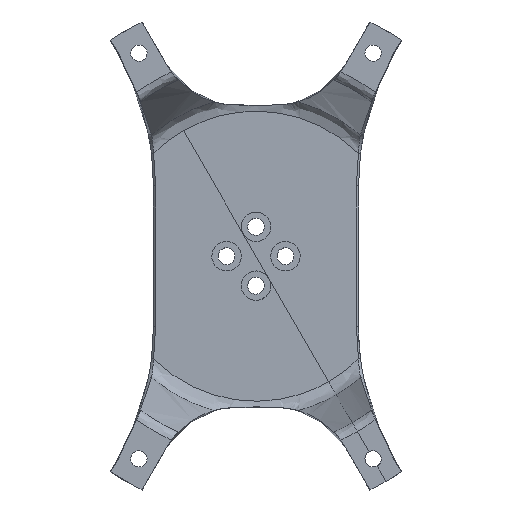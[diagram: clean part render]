
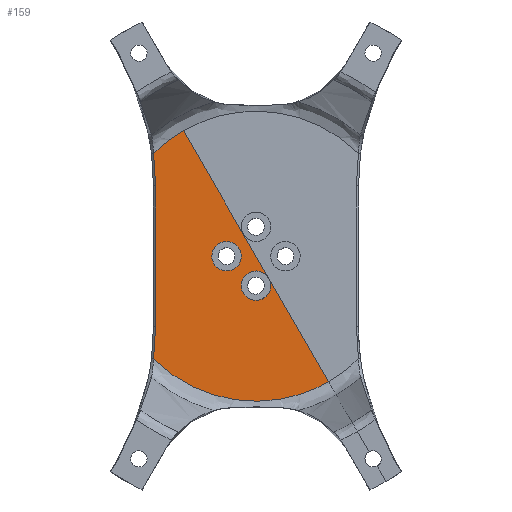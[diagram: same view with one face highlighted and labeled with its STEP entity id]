
A CAD part, top view. The second image highlights one B-rep face of the part: STEP entity #159.
In plain terms, the highlighted planar face has unit normal (0, 0, 1).
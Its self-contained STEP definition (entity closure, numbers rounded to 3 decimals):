
#28=FACE_BOUND('',#458,.T.);
#159=ADVANCED_FACE('',(#301,#28),#2471,.T.);
#301=FACE_OUTER_BOUND('',#457,.T.);
#457=EDGE_LOOP('',(#1164,#1165,#1166,#1167,#1168,#1169,#1170,#1171,#1172,
#1173,#1174,#1175,#1176));
#458=EDGE_LOOP('',(#1177,#1178));
#1164=ORIENTED_EDGE('',*,*,#1585,.T.);
#1165=ORIENTED_EDGE('',*,*,#1579,.T.);
#1166=ORIENTED_EDGE('',*,*,#1417,.F.);
#1167=ORIENTED_EDGE('',*,*,#1314,.F.);
#1168=ORIENTED_EDGE('',*,*,#1362,.T.);
#1169=ORIENTED_EDGE('',*,*,#1243,.T.);
#1170=ORIENTED_EDGE('',*,*,#1507,.T.);
#1171=ORIENTED_EDGE('',*,*,#1503,.T.);
#1172=ORIENTED_EDGE('',*,*,#1603,.T.);
#1173=ORIENTED_EDGE('',*,*,#1506,.T.);
#1174=ORIENTED_EDGE('',*,*,#1584,.F.);
#1175=ORIENTED_EDGE('',*,*,#1587,.T.);
#1176=ORIENTED_EDGE('',*,*,#1583,.F.);
#1177=ORIENTED_EDGE('',*,*,#1517,.T.);
#1178=ORIENTED_EDGE('',*,*,#1615,.T.);
#1243=EDGE_CURVE('',#2138,#2277,#1916,.T.);
#1314=EDGE_CURVE('',#2324,#2325,#1958,.T.);
#1362=EDGE_CURVE('',#2324,#2138,#1636,.T.);
#1417=EDGE_CURVE('',#2325,#2327,#2009,.T.);
#1503=EDGE_CURVE('',#2276,#2360,#1750,.T.);
#1506=EDGE_CURVE('',#2277,#2132,#2073,.T.);
#1507=EDGE_CURVE('',#2277,#2276,#1752,.T.);
#1517=EDGE_CURVE('',#2285,#2368,#1759,.T.);
#1579=EDGE_CURVE('',#2326,#2327,#2124,.T.);
#1583=EDGE_CURVE('',#2348,#2349,#2128,.T.);
#1584=EDGE_CURVE('',#2350,#2132,#2129,.T.);
#1585=EDGE_CURVE('',#2348,#2326,#1660,.T.);
#1587=EDGE_CURVE('',#2350,#2349,#1768,.T.);
#1603=EDGE_CURVE('',#2360,#2277,#1778,.T.);
#1615=EDGE_CURVE('',#2368,#2285,#1786,.T.);
#1636=(
BOUNDED_CURVE()
B_SPLINE_CURVE(2,(#5422,#5423,#5424),.UNSPECIFIED.,.F.,.F.)
B_SPLINE_CURVE_WITH_KNOTS((3,3),(137.22,173.286),
 .UNSPECIFIED.)
CURVE()
GEOMETRIC_REPRESENTATION_ITEM()
RATIONAL_B_SPLINE_CURVE((1.,0.794,1.))
REPRESENTATION_ITEM('')
);
#1660=(
BOUNDED_CURVE()
B_SPLINE_CURVE(2,(#6150,#6151,#6152),.UNSPECIFIED.,.F.,.F.)
B_SPLINE_CURVE_WITH_KNOTS((3,3),(86.604,93.815),
 .UNSPECIFIED.)
CURVE()
GEOMETRIC_REPRESENTATION_ITEM()
RATIONAL_B_SPLINE_CURVE((1.,0.992,1.))
REPRESENTATION_ITEM('')
);
#1750=TRIMMED_CURVE($,#1871,(#5822),(#5823),.T.,.CARTESIAN.);
#1752=TRIMMED_CURVE($,#1873,(#5832),(#5833),.T.,.CARTESIAN.);
#1759=TRIMMED_CURVE($,#1880,(#5859),(#5860),.T.,.CARTESIAN.);
#1768=TRIMMED_CURVE($,#1889,(#6157),(#6158),.T.,.CARTESIAN.);
#1778=TRIMMED_CURVE($,#1899,(#6199),(#6200),.T.,.CARTESIAN.);
#1786=TRIMMED_CURVE($,#1907,(#6231),(#6232),.T.,.CARTESIAN.);
#1871=CIRCLE('',#2760,2.8);
#1873=CIRCLE('',#2762,2.8);
#1880=CIRCLE('',#2769,2.8);
#1889=CIRCLE('',#2778,2.8);
#1899=CIRCLE('',#2788,2.8);
#1907=CIRCLE('',#2796,2.8);
#1916=B_SPLINE_CURVE_WITH_KNOTS('',1,(#4710,#4711),.UNSPECIFIED.,.F.,.F.,
(2,2),(115.306,136.914),.UNSPECIFIED.);
#1958=B_SPLINE_CURVE_WITH_KNOTS('',3,(#4983,#4984,#4985,#4986),
 .UNSPECIFIED.,.F.,.F.,(4,4),(-0.321,5.844),
 .UNSPECIFIED.);
#2009=B_SPLINE_CURVE_WITH_KNOTS('',1,(#5607,#5608),.UNSPECIFIED.,.F.,.F.,
(2,2),(0.,26.755),.UNSPECIFIED.);
#2073=B_SPLINE_CURVE_WITH_KNOTS('',1,(#5829,#5830),.UNSPECIFIED.,.F.,.F.,
(2,2),(136.914,141.524),.UNSPECIFIED.);
#2124=B_SPLINE_CURVE_WITH_KNOTS('',3,(#6130,#6131,#6132,#6133),
 .UNSPECIFIED.,.F.,.F.,(4,4),(-0.321,5.844),
 .UNSPECIFIED.);
#2128=B_SPLINE_CURVE_WITH_KNOTS('',1,(#6146,#6147),.UNSPECIFIED.,.F.,.F.,
(2,2),(115.306,136.913),.UNSPECIFIED.);
#2129=B_SPLINE_CURVE_WITH_KNOTS('',1,(#6148,#6149),.UNSPECIFIED.,.F.,.F.,
(2,2),(136.914,141.524),.UNSPECIFIED.);
#2132=VERTEX_POINT('',#4464);
#2138=VERTEX_POINT('',#4470);
#2276=VERTEX_POINT('',#4608);
#2277=VERTEX_POINT('',#4609);
#2285=VERTEX_POINT('',#4617);
#2324=VERTEX_POINT('',#4656);
#2325=VERTEX_POINT('',#4657);
#2326=VERTEX_POINT('',#4658);
#2327=VERTEX_POINT('',#4659);
#2348=VERTEX_POINT('',#4680);
#2349=VERTEX_POINT('',#4681);
#2350=VERTEX_POINT('',#4682);
#2360=VERTEX_POINT('',#4692);
#2368=VERTEX_POINT('',#4700);
#2471=PLANE('',#2669);
#2669=AXIS2_PLACEMENT_3D('',#4449,#2870,$);
#2760=AXIS2_PLACEMENT_3D($,#5821,#3038,#3039);
#2762=AXIS2_PLACEMENT_3D($,#5831,#3042,#3043);
#2769=AXIS2_PLACEMENT_3D($,#5858,#3056,#3057);
#2778=AXIS2_PLACEMENT_3D($,#6156,#3074,#3075);
#2788=AXIS2_PLACEMENT_3D($,#6198,#3094,#3095);
#2796=AXIS2_PLACEMENT_3D($,#6230,#3110,#3111);
#2870=DIRECTION('',(0.,0.,1.));
#3038=DIRECTION('',(0.,0.,-1.));
#3039=DIRECTION('',(-0.669,-0.743,0.));
#3042=DIRECTION('',(0.,0.,-1.));
#3043=DIRECTION('',(0.866,0.5,0.));
#3056=DIRECTION('',(0.,0.,-1.));
#3057=DIRECTION('',(-0.669,-0.743,0.));
#3074=DIRECTION('',(0.,0.,-1.));
#3075=DIRECTION('',(-0.866,-0.5,0.));
#3094=DIRECTION('',(0.,0.,-1.));
#3095=DIRECTION('',(0.669,0.743,0.));
#3110=DIRECTION('',(0.,0.,-1.));
#3111=DIRECTION('',(0.669,0.743,0.));
#4449=CARTESIAN_POINT('',(-14.926,25.853,5.));
#4464=CARTESIAN_POINT('',(0.,0.,5.));
#4470=CARTESIAN_POINT('',(13.79,-23.885,5.));
#4608=CARTESIAN_POINT('',(-1.874,-7.68,5.));
#4609=CARTESIAN_POINT('',(2.425,-4.2,5.));
#4617=CARTESIAN_POINT('',(-7.474,-2.08,5.));
#4656=CARTESIAN_POINT('',(-19.477,-19.527,5.));
#4657=CARTESIAN_POINT('',(-19.1,-13.378,5.));
#4658=CARTESIAN_POINT('',(-19.477,19.527,5.));
#4659=CARTESIAN_POINT('',(-19.1,13.378,5.));
#4680=CARTESIAN_POINT('',(-13.79,23.885,5.));
#4681=CARTESIAN_POINT('',(-2.425,4.2,5.));
#4682=CARTESIAN_POINT('',(-2.425,4.2,5.));
#4692=CARTESIAN_POINT('',(1.874,-3.52,5.));
#4700=CARTESIAN_POINT('',(-3.726,2.08,5.));
#4710=CARTESIAN_POINT('',(13.79,-23.885,5.));
#4711=CARTESIAN_POINT('',(2.425,-4.2,5.));
#4983=CARTESIAN_POINT('',(-19.477,-19.527,5.));
#4984=CARTESIAN_POINT('',(-19.226,-17.487,5.));
#4985=CARTESIAN_POINT('',(-19.1,-15.432,5.));
#4986=CARTESIAN_POINT('',(-19.1,-13.378,5.));
#5422=CARTESIAN_POINT('',(-19.477,-19.527,5.));
#5423=CARTESIAN_POINT('',(-4.513,-34.452,5.));
#5424=CARTESIAN_POINT('',(13.79,-23.885,5.));
#5607=CARTESIAN_POINT('',(-19.1,-13.378,5.));
#5608=CARTESIAN_POINT('',(-19.1,13.378,5.));
#5821=CARTESIAN_POINT('',(0.,-5.6,5.));
#5822=CARTESIAN_POINT('',(-1.874,-7.68,5.));
#5823=CARTESIAN_POINT('',(1.874,-3.52,5.));
#5829=CARTESIAN_POINT('',(2.425,-4.2,5.));
#5830=CARTESIAN_POINT('',(0.,0.,5.));
#5831=CARTESIAN_POINT('',(0.,-5.6,5.));
#5832=CARTESIAN_POINT('',(2.425,-4.2,5.));
#5833=CARTESIAN_POINT('',(-1.874,-7.68,5.));
#5858=CARTESIAN_POINT('',(-5.6,0.,5.));
#5859=CARTESIAN_POINT('',(-7.474,-2.08,5.));
#5860=CARTESIAN_POINT('',(-3.726,2.08,5.));
#6130=CARTESIAN_POINT('',(-19.477,19.527,5.));
#6131=CARTESIAN_POINT('',(-19.226,17.487,5.));
#6132=CARTESIAN_POINT('',(-19.1,15.432,5.));
#6133=CARTESIAN_POINT('',(-19.1,13.378,5.));
#6146=CARTESIAN_POINT('',(-13.79,23.885,5.));
#6147=CARTESIAN_POINT('',(-2.425,4.2,5.));
#6148=CARTESIAN_POINT('',(-2.425,4.2,5.));
#6149=CARTESIAN_POINT('',(0.,0.,5.));
#6150=CARTESIAN_POINT('',(-13.79,23.885,5.));
#6151=CARTESIAN_POINT('',(-16.919,22.078,5.));
#6152=CARTESIAN_POINT('',(-19.477,19.527,5.));
#6156=CARTESIAN_POINT('',(0.,5.6,5.));
#6157=CARTESIAN_POINT('',(-2.425,4.2,5.));
#6158=CARTESIAN_POINT('',(-2.425,4.2,5.));
#6198=CARTESIAN_POINT('',(0.,-5.6,5.));
#6199=CARTESIAN_POINT('',(1.874,-3.52,5.));
#6200=CARTESIAN_POINT('',(2.425,-4.2,5.));
#6230=CARTESIAN_POINT('',(-5.6,0.,5.));
#6231=CARTESIAN_POINT('',(-3.726,2.08,5.));
#6232=CARTESIAN_POINT('',(-7.474,-2.08,5.));
